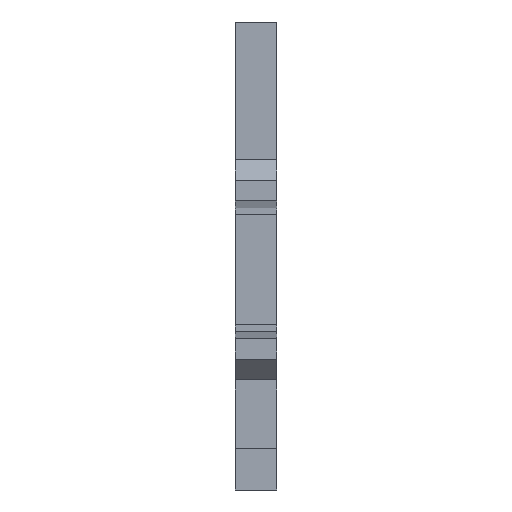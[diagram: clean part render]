
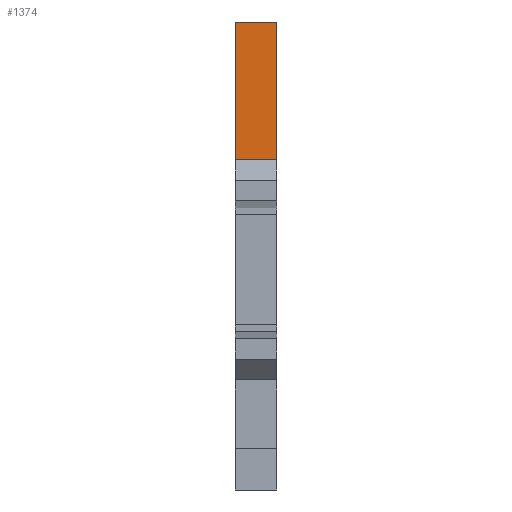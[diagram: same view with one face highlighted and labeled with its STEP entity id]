
A CAD part, front view. The second image highlights one B-rep face of the part: STEP entity #1374.
In plain terms, the highlighted planar face has unit normal (0, -1, 0).
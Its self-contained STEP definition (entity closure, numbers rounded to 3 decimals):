
#41 = VECTOR ( 'NONE', #462, 1000. ) ;
#42 = LINE ( 'NONE', #481, #41 ) ;
#115 = VECTOR ( 'NONE', #583, 1000. ) ;
#123 = LINE ( 'NONE', #600, #115 ) ;
#189 = DIRECTION ( 'NONE',  ( 0., 0., 1. ) ) ;
#198 = CARTESIAN_POINT ( 'NONE',  ( -27.5, 23., 0. ) ) ;
#233 = DIRECTION ( 'NONE',  ( -1., 0., 0. ) ) ;
#283 = CARTESIAN_POINT ( 'NONE',  ( -24.5, 23., 27. ) ) ;
#397 = FACE_OUTER_BOUND ( 'NONE', #2687, .T. ) ;
#462 = DIRECTION ( 'NONE',  ( -1., 0., 0. ) ) ;
#481 = CARTESIAN_POINT ( 'NONE',  ( -24.5, 23., 37. ) ) ;
#583 = DIRECTION ( 'NONE',  ( 0., 0., 1. ) ) ;
#600 = CARTESIAN_POINT ( 'NONE',  ( -24.5, 23., 0. ) ) ;
#961 = VERTEX_POINT ( 'NONE', #2756 ) ;
#967 = VERTEX_POINT ( 'NONE', #2809 ) ;
#988 = VERTEX_POINT ( 'NONE', #2705 ) ;
#1000 = VERTEX_POINT ( 'NONE', #2700 ) ;
#1258 = ORIENTED_EDGE ( 'NONE', *, *, #2683, .F. ) ;
#1259 = ORIENTED_EDGE ( 'NONE', *, *, #2674, .F. ) ;
#1261 = ORIENTED_EDGE ( 'NONE', *, *, #2272, .T. ) ;
#1262 = ORIENTED_EDGE ( 'NONE', *, *, #2349, .T. ) ;
#1374 = ADVANCED_FACE ( 'NONE', ( #397 ), #1952, .T. ) ;
#1929 = DIRECTION ( 'NONE',  ( 0., 0., -1. ) ) ;
#1939 = DIRECTION ( 'NONE',  ( 0., -1., 0. ) ) ;
#1952 = PLANE ( 'NONE',  #2534 ) ;
#1968 = CARTESIAN_POINT ( 'NONE',  ( -24.5, 23., 0. ) ) ;
#2272 = EDGE_CURVE ( 'NONE', #1000, #988, #123, .T. ) ;
#2346 = VECTOR ( 'NONE', #189, 1000. ) ;
#2349 = EDGE_CURVE ( 'NONE', #988, #961, #42, .T. ) ;
#2390 = LINE ( 'NONE', #198, #2346 ) ;
#2457 = VECTOR ( 'NONE', #233, 1000. ) ;
#2458 = LINE ( 'NONE', #283, #2457 ) ;
#2534 = AXIS2_PLACEMENT_3D ( 'NONE', #1968, #1939, #1929 ) ;
#2674 = EDGE_CURVE ( 'NONE', #1000, #967, #2458, .T. ) ;
#2683 = EDGE_CURVE ( 'NONE', #967, #961, #2390, .T. ) ;
#2687 = EDGE_LOOP ( 'NONE', ( #1258, #1259, #1261, #1262 ) ) ;
#2700 = CARTESIAN_POINT ( 'NONE',  ( -24.5, 23., 27. ) ) ;
#2705 = CARTESIAN_POINT ( 'NONE',  ( -24.5, 23., 37. ) ) ;
#2756 = CARTESIAN_POINT ( 'NONE',  ( -27.5, 23., 37. ) ) ;
#2809 = CARTESIAN_POINT ( 'NONE',  ( -27.5, 23., 27. ) ) ;
